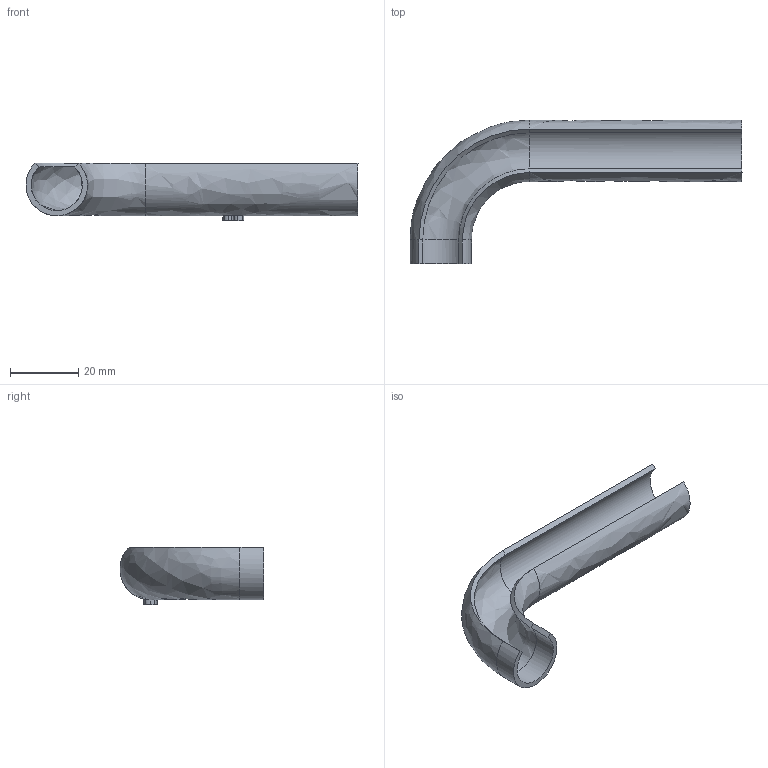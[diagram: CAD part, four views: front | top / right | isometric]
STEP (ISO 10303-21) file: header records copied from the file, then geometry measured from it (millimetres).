
FILE_DESCRIPTION(/* description */ ('STEP AP242','CAx-IF Rec.Pracs.---Representation and Presentation of Product Manufacturing Information (PMI)---4.0---2014-10-13','CAx-IF Rec.Pracs.---3D Tessellated Geometry---0.4---2014-09-14','2;1'),/* implementation_level */ '2;1');
FILE_NAME(/* name */ '66d5bac888e2e62abc30a6d1',/* time_stamp */ '2024-09-02T13:16:57Z',/* author */ (''),/* organization */ (''),/* preprocessor_version */ 'ST-DEVELOPER v20',/* originating_system */ ' ',/* authorisation */ ' ');
FILE_SCHEMA (('AP242_MANAGED_MODEL_BASED_3D_ENGINEERING_MIM_LF { 1 0 10303 442 1 1 4 }'));
Length unit declared in the file: metre
Products named in the file (1): end_corridor_2
Bounding box: 97.02 x 42.02 x 16.78 mm (x, y, z)
Volume: 6415.6 mm3; surface area: 9022.5 mm2
Topology: 1 solids, 1 shells, 49 faces, 124 edges, 80 vertices
Faces by surface type: bspline 36, plane 7, cylinder 4, cone 2
Entity records: 1991 total; most frequent: CARTESIAN_POINT 1047, ORIENTED_EDGE 248, EDGE_CURVE 124, DIRECTION 81, VERTEX_POINT 80, B_SPLINE_CURVE_WITH_KNOTS 77, EDGE_LOOP 52, FACE_BOUND 52
